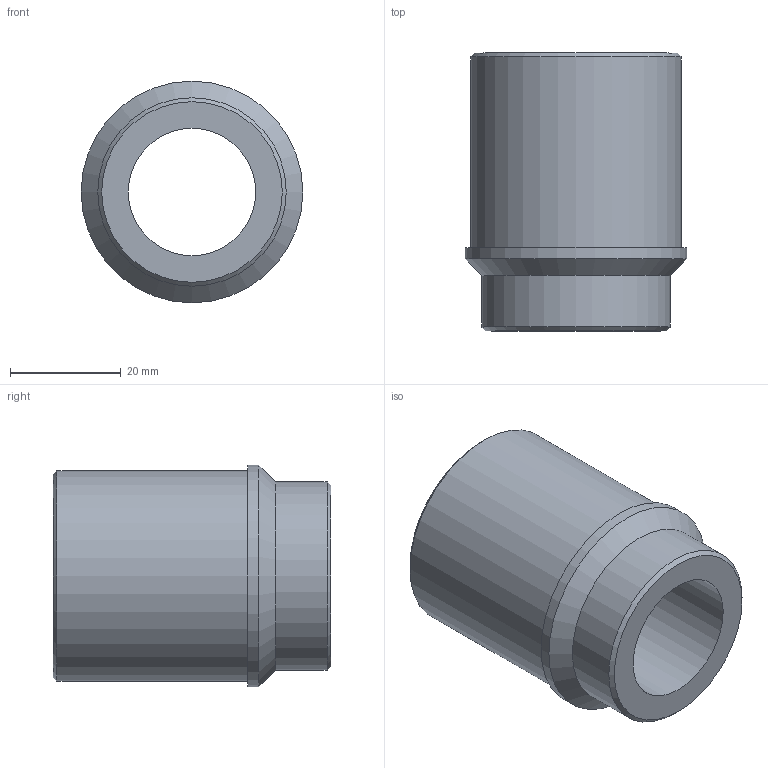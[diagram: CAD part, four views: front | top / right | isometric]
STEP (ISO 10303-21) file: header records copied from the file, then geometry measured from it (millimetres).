
FILE_DESCRIPTION(/* description */ (''),/* implementation_level */ '2;1');
FILE_NAME(/* name */ 'bague silencieux',/* time_stamp */ '2019-04-04T16:43:12+02:00',/* author */ (''),/* organization */ (''),/* preprocessor_version */ 'ST-DEVELOPER v12',/* originating_system */ 'MicroStation Version 08.11.09.584',/* authorisation */ '');
FILE_SCHEMA (('AUTOMOTIVE_DESIGN'));
Length unit declared in the file: millimetre
Products named in the file (1): bague silencieux1
Bounding box: 40 x 50.15 x 40 mm (x, y, z)
Volume: 21657 mm3; surface area: 11591.8 mm2
Topology: 1 solids, 1 shells, 13 faces, 26 edges, 16 vertices
Faces by surface type: cylinder 5, cone 5, plane 3
Full cylindrical faces by diameter (mm): 23 x1, 32 x1, 34 x1, 38 x1, 40 x1
Entity records: 297 total; most frequent: DIRECTION 54, CARTESIAN_POINT 40, AXIS2_PLACEMENT_3D 27, ORIENTED_EDGE 26, EDGE_LOOP 26, FACE_BOUND 26, CIRCLE 13, VERTEX_POINT 13
